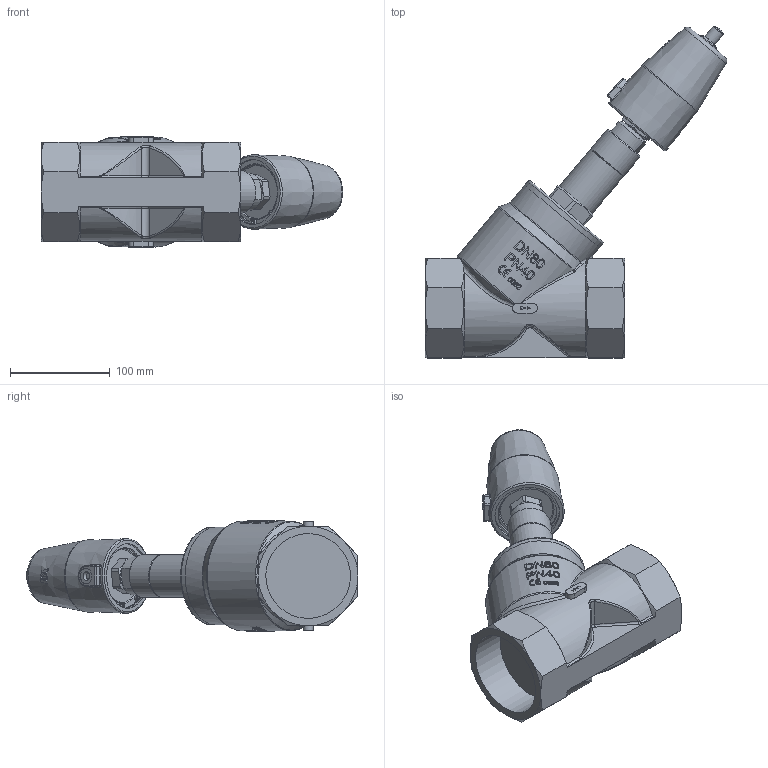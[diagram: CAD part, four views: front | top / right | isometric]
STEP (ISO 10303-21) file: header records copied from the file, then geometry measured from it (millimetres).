
FILE_DESCRIPTION(/* description */ ('DG2D3128080'),/* implementation_level */ '2;1');
FILE_NAME(/* name */ 'DG2D3124080_OS.stp',/* time_stamp */ '2022-01-27T13:36:55+01:00',/* author */ ('hois'),/* organization */ (''),/* preprocessor_version */ 'ST-DEVELOPER v18.1',/* originating_system */ 'Autodesk Inventor 2020',/* authorisation */ '');
FILE_SCHEMA (('AUTOMOTIVE_DESIGN { 1 0 10303 214 3 1 1 }'));
Length unit declared in the file: millimetre
Products named in the file (8): DG2D3128080; GGS0080.31.0034-GM; ETG0080.20.0104; MUV3415.15.0013; DIN0472-63x2,5; SZY0630.23.0022; DER0650.06.0013; VST1415.08.0013
Assembly tree (7 placements, depth 2):
  DG2D3128080
    GGS0080.31.0034-GM
    ETG0080.20.0104
    MUV3415.15.0013
    DIN0472-63x2,5
    SZY0630.23.0022
    DER0650.06.0013
    VST1415.08.0013
Bounding box: 302.49 x 333.05 x 111 mm (x, y, z)
Volume: 1966397.2 mm3; surface area: 250214.1 mm2
Topology: 7 solids, 7 shells, 646 faces, 1697 edges, 1133 vertices
Faces by surface type: plane 270, bspline 157, cylinder 140, cone 50, torus 27, sphere 2
Full cylindrical faces by diameter (mm): 1.5 x1, 3 x3, 8.566 x1, 8.7 x1, 12 x2, 12.376 x1, 13 x1, 14 x2, 14.5 x1, 15 x1, 16 x1, 20 x1, 24 x1, 24.376 x1, 24.5 x1, 26 x1, 28 x1, 32.5 x2, 34 x1, 34.3 x1, 43 x2, 63 x1, 64 x1, 65 x3, 69 x1, 84.7 x1, 84.926 x3, 87.88 x1, 88 x1, 88.2 x1
Entity records: 24943 total; most frequent: CARTESIAN_POINT 9445, ORIENTED_EDGE 3394, DIRECTION 2847, EDGE_CURVE 1697, VERTEX_POINT 1133, AXIS2_PLACEMENT_3D 1092, EDGE_LOOP 730, LINE 663
